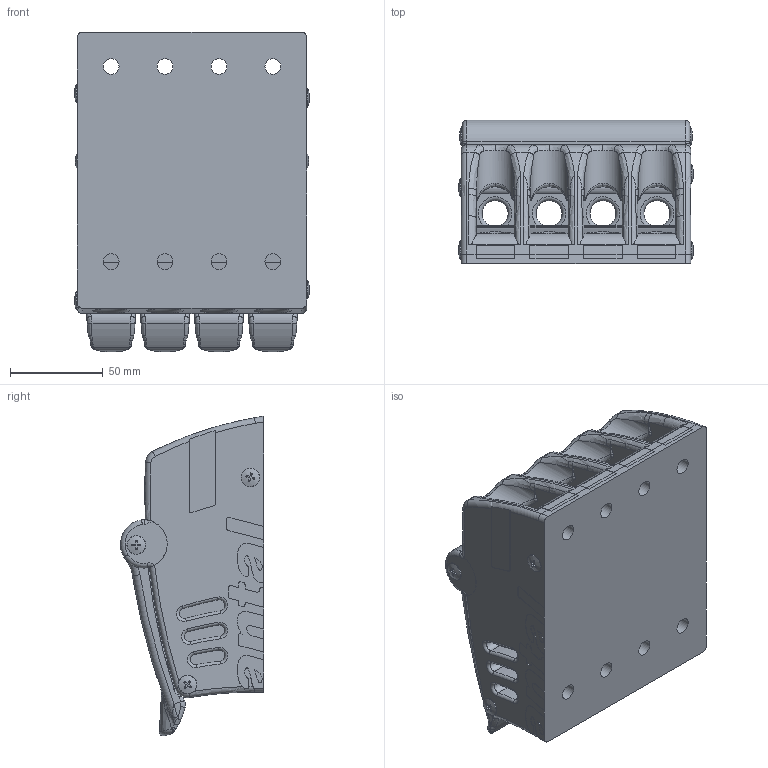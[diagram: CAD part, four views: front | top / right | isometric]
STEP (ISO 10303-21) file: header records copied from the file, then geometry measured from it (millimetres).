
FILE_DESCRIPTION(/* description */ (''),/* implementation_level */ '2;1');
FILE_NAME(/* name */ '512.142.stp',/* time_stamp */ '2024-04-08T09:31:49+02:00',/* author */ ('francesca'),/* organization */ (''),/* preprocessor_version */ 'ST-DEVELOPER v19.2',/* originating_system */ 'Autodesk Inventor 2023',/* authorisation */ '');
FILE_SCHEMA (('AUTOMOTIVE_DESIGN { 1 0 10303 214 3 1 1 }'));
Products named in the file (1): 512.142
Bounding box: 126.36 x 77.02 x 171.91 mm (x, y, z)
Volume: 748437 mm3; surface area: 151742.6 mm2
Topology: 1 solids, 1 shells, 1094 faces, 3212 edges, 2078 vertices
Faces by surface type: cylinder 373, plane 325, bspline 236, torus 114, cone 40, sphere 6
Full cylindrical faces by diameter (mm): 8.5 x8, 10 x10, 16.2 x8
Entity records: 52953 total; most frequent: CARTESIAN_POINT 25428, ORIENTED_EDGE 6376, DIRECTION 5117, EDGE_CURVE 3188, VERTEX_POINT 2078, AXIS2_PLACEMENT_3D 2008, EDGE_LOOP 1144, CIRCLE 1117
